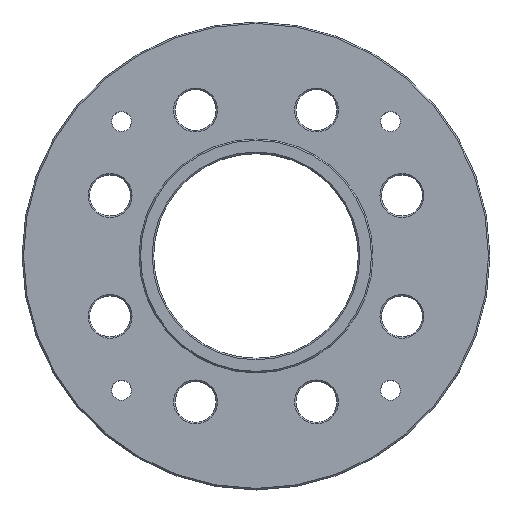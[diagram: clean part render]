
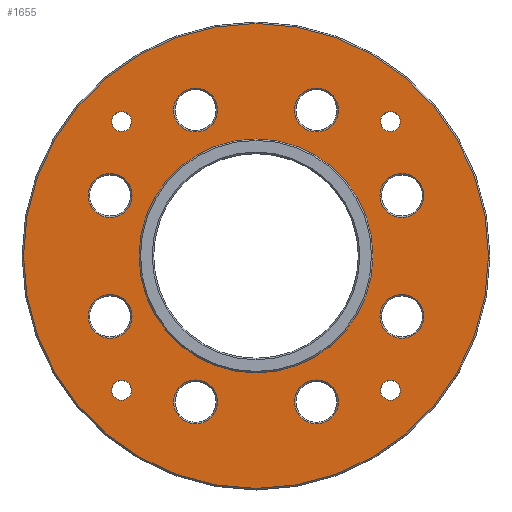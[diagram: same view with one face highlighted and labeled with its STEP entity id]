
A CAD part, top view. The second image highlights one B-rep face of the part: STEP entity #1655.
In plain terms, the highlighted planar face has unit normal (0, 0, 1).
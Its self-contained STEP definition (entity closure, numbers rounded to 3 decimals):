
#74=PLANE('',#1779);
#124=CIRCLE('',#1780,79.5);
#125=CIRCLE('',#1781,7.5);
#126=CIRCLE('',#1782,7.5);
#127=CIRCLE('',#1783,7.5);
#128=CIRCLE('',#1784,7.5);
#129=CIRCLE('',#1785,7.5);
#130=CIRCLE('',#1786,7.5);
#131=CIRCLE('',#1787,7.5);
#132=CIRCLE('',#1788,7.5);
#133=CIRCLE('',#1789,40.);
#134=CIRCLE('',#1790,3.4);
#135=CIRCLE('',#1791,3.4);
#136=CIRCLE('',#1792,3.4);
#137=CIRCLE('',#1793,3.4);
#245=ORIENTED_EDGE('',*,*,#523,.T.);
#246=ORIENTED_EDGE('',*,*,#524,.T.);
#247=ORIENTED_EDGE('',*,*,#525,.T.);
#248=ORIENTED_EDGE('',*,*,#526,.T.);
#249=ORIENTED_EDGE('',*,*,#527,.T.);
#250=ORIENTED_EDGE('',*,*,#528,.T.);
#251=ORIENTED_EDGE('',*,*,#529,.T.);
#252=ORIENTED_EDGE('',*,*,#530,.T.);
#253=ORIENTED_EDGE('',*,*,#531,.T.);
#254=ORIENTED_EDGE('',*,*,#532,.F.);
#255=ORIENTED_EDGE('',*,*,#533,.F.);
#256=ORIENTED_EDGE('',*,*,#534,.F.);
#257=ORIENTED_EDGE('',*,*,#535,.F.);
#258=ORIENTED_EDGE('',*,*,#536,.F.);
#523=EDGE_CURVE('',#662,#662,#124,.T.);
#524=EDGE_CURVE('',#663,#663,#125,.F.);
#525=EDGE_CURVE('',#664,#664,#126,.F.);
#526=EDGE_CURVE('',#665,#665,#127,.F.);
#527=EDGE_CURVE('',#666,#666,#128,.F.);
#528=EDGE_CURVE('',#667,#667,#129,.F.);
#529=EDGE_CURVE('',#668,#668,#130,.F.);
#530=EDGE_CURVE('',#669,#669,#131,.F.);
#531=EDGE_CURVE('',#670,#670,#132,.F.);
#532=EDGE_CURVE('',#671,#671,#133,.T.);
#533=EDGE_CURVE('',#672,#672,#134,.T.);
#534=EDGE_CURVE('',#673,#673,#135,.T.);
#535=EDGE_CURVE('',#674,#674,#136,.T.);
#536=EDGE_CURVE('',#675,#675,#137,.T.);
#662=VERTEX_POINT('',#2428);
#663=VERTEX_POINT('',#2430);
#664=VERTEX_POINT('',#2432);
#665=VERTEX_POINT('',#2434);
#666=VERTEX_POINT('',#2436);
#667=VERTEX_POINT('',#2438);
#668=VERTEX_POINT('',#2440);
#669=VERTEX_POINT('',#2442);
#670=VERTEX_POINT('',#2444);
#671=VERTEX_POINT('',#2446);
#672=VERTEX_POINT('',#2448);
#673=VERTEX_POINT('',#2450);
#674=VERTEX_POINT('',#2452);
#675=VERTEX_POINT('',#2454);
#765=EDGE_LOOP('',(#245));
#766=EDGE_LOOP('',(#246));
#767=EDGE_LOOP('',(#247));
#768=EDGE_LOOP('',(#248));
#769=EDGE_LOOP('',(#249));
#770=EDGE_LOOP('',(#250));
#771=EDGE_LOOP('',(#251));
#772=EDGE_LOOP('',(#252));
#773=EDGE_LOOP('',(#253));
#774=EDGE_LOOP('',(#254));
#775=EDGE_LOOP('',(#255));
#776=EDGE_LOOP('',(#256));
#777=EDGE_LOOP('',(#257));
#778=EDGE_LOOP('',(#258));
#917=FACE_BOUND('',#765,.T.);
#918=FACE_BOUND('',#766,.T.);
#919=FACE_BOUND('',#767,.T.);
#920=FACE_BOUND('',#768,.T.);
#921=FACE_BOUND('',#769,.T.);
#922=FACE_BOUND('',#770,.T.);
#923=FACE_BOUND('',#771,.T.);
#924=FACE_BOUND('',#772,.T.);
#925=FACE_BOUND('',#773,.T.);
#926=FACE_BOUND('',#774,.T.);
#927=FACE_BOUND('',#775,.T.);
#928=FACE_BOUND('',#776,.T.);
#929=FACE_BOUND('',#777,.T.);
#930=FACE_BOUND('',#778,.T.);
#1655=ADVANCED_FACE('',(#917,#918,#919,#920,#921,#922,#923,#924,#925,#926,
#927,#928,#929,#930),#74,.T.);
#1779=AXIS2_PLACEMENT_3D('',#2426,#2031,#2032);
#1780=AXIS2_PLACEMENT_3D('',#2427,#2033,#2034);
#1781=AXIS2_PLACEMENT_3D('',#2429,#2035,#2036);
#1782=AXIS2_PLACEMENT_3D('',#2431,#2037,#2038);
#1783=AXIS2_PLACEMENT_3D('',#2433,#2039,#2040);
#1784=AXIS2_PLACEMENT_3D('',#2435,#2041,#2042);
#1785=AXIS2_PLACEMENT_3D('',#2437,#2043,#2044);
#1786=AXIS2_PLACEMENT_3D('',#2439,#2045,#2046);
#1787=AXIS2_PLACEMENT_3D('',#2441,#2047,#2048);
#1788=AXIS2_PLACEMENT_3D('',#2443,#2049,#2050);
#1789=AXIS2_PLACEMENT_3D('',#2445,#2051,#2052);
#1790=AXIS2_PLACEMENT_3D('',#2447,#2053,#2054);
#1791=AXIS2_PLACEMENT_3D('',#2449,#2055,#2056);
#1792=AXIS2_PLACEMENT_3D('',#2451,#2057,#2058);
#1793=AXIS2_PLACEMENT_3D('',#2453,#2059,#2060);
#2031=DIRECTION('',(0.,0.,1.));
#2032=DIRECTION('',(0.,-1.,0.));
#2033=DIRECTION('',(0.,0.,1.));
#2034=DIRECTION('',(0.,-1.,0.));
#2035=DIRECTION('',(0.,0.,1.));
#2036=DIRECTION('',(0.,-1.,0.));
#2037=DIRECTION('',(0.,0.,1.));
#2038=DIRECTION('',(0.,-1.,0.));
#2039=DIRECTION('',(0.,0.,1.));
#2040=DIRECTION('',(0.,-1.,0.));
#2041=DIRECTION('',(0.,0.,1.));
#2042=DIRECTION('',(0.,-1.,0.));
#2043=DIRECTION('',(0.,0.,1.));
#2044=DIRECTION('',(0.,-1.,0.));
#2045=DIRECTION('',(0.,0.,1.));
#2046=DIRECTION('',(0.,-1.,0.));
#2047=DIRECTION('',(0.,0.,1.));
#2048=DIRECTION('',(0.,-1.,0.));
#2049=DIRECTION('',(0.,0.,1.));
#2050=DIRECTION('',(0.,-1.,0.));
#2051=DIRECTION('',(0.,0.,1.));
#2052=DIRECTION('',(0.,-1.,0.));
#2053=DIRECTION('',(0.,0.,1.));
#2054=DIRECTION('',(0.,-1.,0.));
#2055=DIRECTION('',(0.,0.,1.));
#2056=DIRECTION('',(0.,-1.,0.));
#2057=DIRECTION('',(0.,0.,1.));
#2058=DIRECTION('',(0.,-1.,0.));
#2059=DIRECTION('',(0.,0.,1.));
#2060=DIRECTION('',(0.,-1.,0.));
#2426=CARTESIAN_POINT('',(280.,0.,-34.));
#2427=CARTESIAN_POINT('',(280.,0.,-34.));
#2428=CARTESIAN_POINT('',(280.,-79.5,-34.));
#2429=CARTESIAN_POINT('',(329.889,20.665,-34.));
#2430=CARTESIAN_POINT('',(329.889,13.165,-34.));
#2431=CARTESIAN_POINT('',(300.665,49.889,-34.));
#2432=CARTESIAN_POINT('',(300.665,42.389,-34.));
#2433=CARTESIAN_POINT('',(259.335,49.889,-34.));
#2434=CARTESIAN_POINT('',(259.335,42.389,-34.));
#2435=CARTESIAN_POINT('',(230.111,20.665,-34.));
#2436=CARTESIAN_POINT('',(230.111,13.165,-34.));
#2437=CARTESIAN_POINT('',(230.111,-20.665,-34.));
#2438=CARTESIAN_POINT('',(230.111,-28.165,-34.));
#2439=CARTESIAN_POINT('',(259.335,-49.889,-34.));
#2440=CARTESIAN_POINT('',(259.335,-57.389,-34.));
#2441=CARTESIAN_POINT('',(300.665,-49.889,-34.));
#2442=CARTESIAN_POINT('',(300.665,-57.389,-34.));
#2443=CARTESIAN_POINT('',(329.889,-20.665,-34.));
#2444=CARTESIAN_POINT('',(329.889,-28.165,-34.));
#2445=CARTESIAN_POINT('',(280.,0.,-34.));
#2446=CARTESIAN_POINT('',(280.,-40.,-34.));
#2447=CARTESIAN_POINT('',(325.962,45.962,-34.));
#2448=CARTESIAN_POINT('',(325.962,42.562,-34.));
#2449=CARTESIAN_POINT('',(234.038,45.962,-34.));
#2450=CARTESIAN_POINT('',(234.038,42.562,-34.));
#2451=CARTESIAN_POINT('',(234.038,-45.962,-34.));
#2452=CARTESIAN_POINT('',(234.038,-49.362,-34.));
#2453=CARTESIAN_POINT('',(325.962,-45.962,-34.));
#2454=CARTESIAN_POINT('',(325.962,-49.362,-34.));
